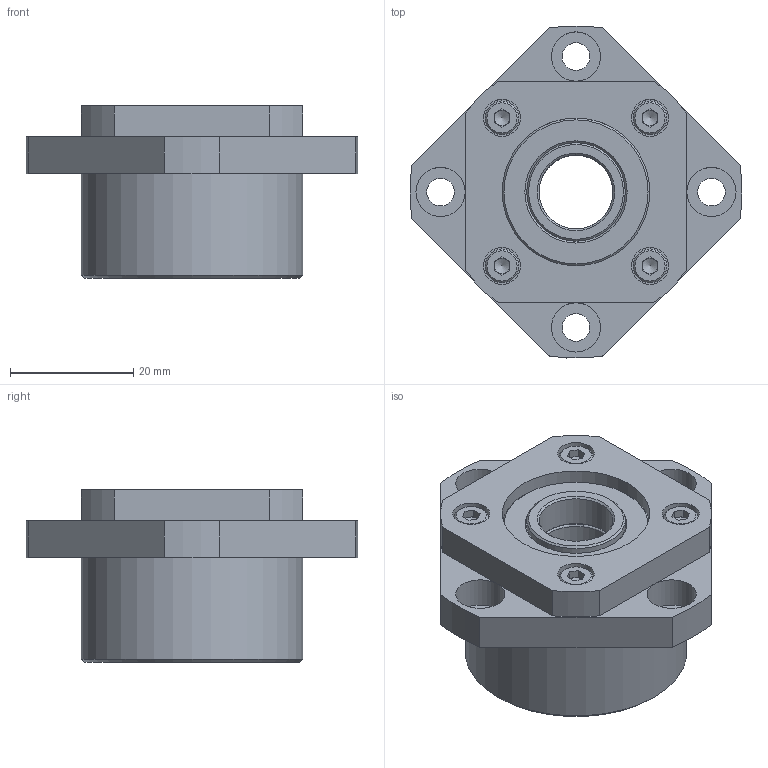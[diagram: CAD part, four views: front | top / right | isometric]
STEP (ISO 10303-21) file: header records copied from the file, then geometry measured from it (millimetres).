
FILE_DESCRIPTION (( 'STEP AP203' ), '1' );
FILE_NAME ('FK 12DS.STEP', '2014-11-11T00:23:48', ( 'john' ), ( '' ), 'SwSTEP 2.0', 'SolidWorks 2013', '' );
FILE_SCHEMA (( 'CONFIG_CONTROL_DESIGN' ));
Length unit declared in the file: millimetre
Products named in the file (7): FK 12DS COVER; FK 12DS COLLAR; socket head cap screw_am_B18.3.1M - 3 x 0.5 x 5 Hex SHCS -- 5NHX; FK 12DS BLOCK; FK 12DS OILSEAL; FK 12DS; 7001A
Assembly tree (12 placements, depth 2):
  FK 12DS
    FK 12DS BLOCK
    7001A  x2
    FK 12DS COLLAR  x2
    FK 12DS OILSEAL  x2
    FK 12DS COVER
    socket head cap screw_am_B18.3.1M - 3 x 0.5 x 5 Hex SHCS -- 5NHX  x4
Bounding box: 53.92 x 53.92 x 28 mm (x, y, z)
Volume: 25947.4 mm3; surface area: 20875.8 mm2
Topology: 12 solids, 12 shells, 260 faces, 606 edges, 393 vertices
Faces by surface type: plane 99, cylinder 61, bspline 60, cone 34, torus 6
Full cylindrical faces by diameter (mm): 2.5 x4, 3 x4, 3.4 x4, 4.5 x4, 5.5 x4, 6 x4, 8 x4, 12 x4, 16 x4, 16.8 x4, 23.2 x4, 24 x4, 28 x4, 36 x1
Entity records: 6944 total; most frequent: CARTESIAN_POINT 3279, DIRECTION 544, ORIENTED_EDGE 492, EDGE_LOOP 256, EDGE_CURVE 246, AXIS2_PLACEMENT_3D 244, VERTEX_POINT 202, FACE_OUTER_BOUND 165
